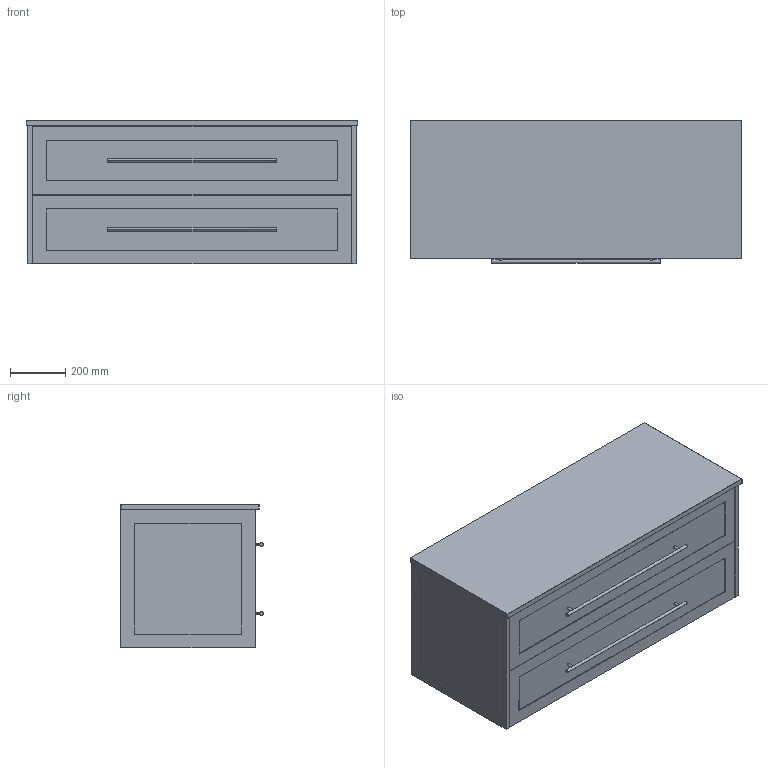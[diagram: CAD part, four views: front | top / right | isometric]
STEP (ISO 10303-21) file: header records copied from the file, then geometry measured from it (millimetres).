
FILE_DESCRIPTION(/* description */ (''),/* implementation_level */ '2;1');
FILE_NAME(/* name */ 'Kado Lux All-Drawer WH 1200 Centre (20MM)',/* time_stamp */ '2025-07-09T14:56:54+10:00',/* author */ (''),/* organization */ (''),/* preprocessor_version */ 'ST-DEVELOPER v16.5',/* originating_system */ '',/* authorisation */ '');
FILE_SCHEMA (('AUTOMOTIVE_DESIGN'));
Length unit declared in the file: millimetre
Products named in the file (9): Document; Kado Lux All-Drawer WH 1200 Centre (20MM); Blank Benchtops ALL131415161718192021222324252627; 1200 Benchtop (20MM)89; Kado Lux All-Drawer (Wall Hung)29; Kado Lux All-Drawer WH ALL CARCASS28; Kado Lux All-Drawer WH 1200 Carcass12; Cross Bar Handle 54423456; Kado Lux All-Drawer WH 1200 Carcass11
Assembly tree (9 placements, depth 6):
  Document
    Kado Lux All-Drawer WH 1200 Centre (20MM)
      Blank Benchtops ALL131415161718192021222324252627
        1200 Benchtop (20MM)89
      Kado Lux All-Drawer (Wall Hung)29
        Kado Lux All-Drawer WH ALL CARCASS28
          Kado Lux All-Drawer WH 1200 Carcass12
            Cross Bar Handle 54423456  x2
            Kado Lux All-Drawer WH 1200 Carcass11
Bounding box: 1200 x 515 x 520 mm (x, y, z)
Volume: 48387505.6 mm3; surface area: 7876047.5 mm2
Topology: 8 solids, 8 shells, 111 faces, 242 edges, 148 vertices
Faces by surface type: plane 69, cylinder 30, bspline 12
Entity records: 2991 total; most frequent: CARTESIAN_POINT 1170, ORIENTED_EDGE 420, EDGE_CURVE 210, B_SPLINE_CURVE_WITH_KNOTS 166, VERTEX_POINT 132, DIRECTION 131, EDGE_LOOP 110, AXIS2_PLACEMENT_3D 110
